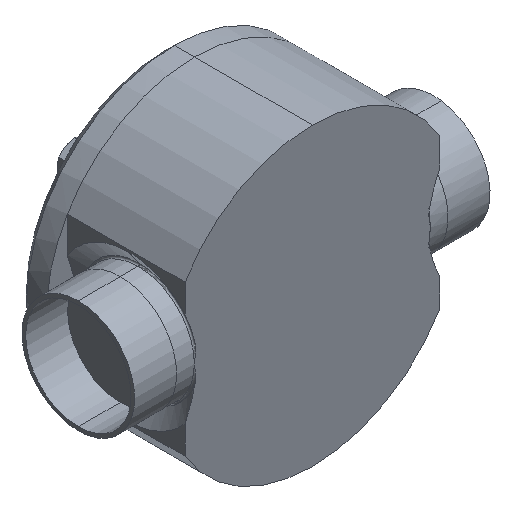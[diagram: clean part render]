
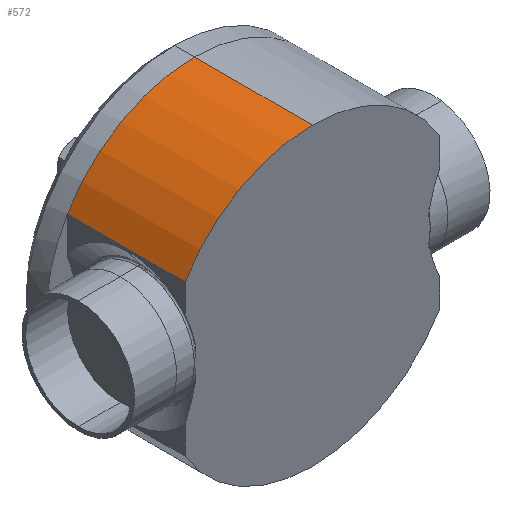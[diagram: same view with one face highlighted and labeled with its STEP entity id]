
A CAD part, isometric view. The second image highlights one B-rep face of the part: STEP entity #572.
In plain terms, the highlighted cylindrical face has radius 66.675 mm (diameter 133.35 mm), a partial arc.
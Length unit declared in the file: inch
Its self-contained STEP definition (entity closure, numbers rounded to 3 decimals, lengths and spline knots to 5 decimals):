
#23 = AXIS2_PLACEMENT_3D ( 'NONE', #453, #2144, #421 ) ;
#135 = DIRECTION ( 'NONE',  ( 0., 0., 1. ) ) ;
#208 = EDGE_CURVE ( 'NONE', #2818, #2178, #1004, .T. ) ;
#222 = ORIENTED_EDGE ( 'NONE', *, *, #1910, .F. ) ;
#240 = VECTOR ( 'NONE', #1121, 39.37008 ) ;
#315 = EDGE_CURVE ( 'Defeatured_0_66+Defeatured_0_74+Defeatured_0_65+Defeatured_0_67', #2023, #2818, #3069, .T. ) ;
#421 = DIRECTION ( 'NONE',  ( 0., 0., 1. ) ) ;
#453 = CARTESIAN_POINT ( 'NONE',  ( 0., 2.205, 0. ) ) ;
#463 = CARTESIAN_POINT ( 'NONE',  ( -2.2585, 2.205, 1.33784 ) ) ;
#572 = ADVANCED_FACE ( 'Defeatured_0_66', ( #669 ), #1435, .T. ) ;
#669 = FACE_OUTER_BOUND ( 'NONE', #2262, .T. ) ;
#788 = CARTESIAN_POINT ( 'NONE',  ( 0., 0.113, 2.625 ) ) ;
#791 = CARTESIAN_POINT ( 'NONE',  ( 0., 2.205, 2.625 ) ) ;
#952 = CARTESIAN_POINT ( 'NONE',  ( 0., -7.42462, 2.625 ) ) ;
#1004 = LINE ( 'NONE', #952, #2879 ) ;
#1090 = CARTESIAN_POINT ( 'NONE',  ( 0., -7.42462, 0. ) ) ;
#1121 = DIRECTION ( 'NONE',  ( 0., -1., 0. ) ) ;
#1324 = CIRCLE ( 'NONE', #23, 2.625 ) ;
#1360 = LINE ( 'NONE', #2572, #240 ) ;
#1395 = AXIS2_PLACEMENT_3D ( 'NONE', #1090, #1860, #135 ) ;
#1435 = CYLINDRICAL_SURFACE ( 'NONE', #1395, 2.625 ) ;
#1505 = DIRECTION ( 'NONE',  ( 0., 0., -1. ) ) ;
#1699 = EDGE_CURVE ( 'Defeatured_0_66+Defeatured_0_65+Defeatured_0_63+Defeatured_0_74', #2243, #2023, #1360, .T. ) ;
#1860 = DIRECTION ( 'NONE',  ( 0., 1., 0. ) ) ;
#1910 = EDGE_CURVE ( 'Defeatured_0_63+Defeatured_0_66+Defeatured_0_64+Defeatured_0_62', #2243, #2178, #1324, .T. ) ;
#1925 = ORIENTED_EDGE ( 'NONE', *, *, #1699, .T. ) ;
#2009 = CARTESIAN_POINT ( 'NONE',  ( 0., 0.113, 0. ) ) ;
#2023 = VERTEX_POINT ( 'NONE', #2934 ) ;
#2121 = AXIS2_PLACEMENT_3D ( 'NONE', #2009, #2495, #1505 ) ;
#2144 = DIRECTION ( 'NONE',  ( 0., 1., 0. ) ) ;
#2178 = VERTEX_POINT ( 'NONE', #791 ) ;
#2243 = VERTEX_POINT ( 'NONE', #463 ) ;
#2262 = EDGE_LOOP ( 'NONE', ( #2795, #3073, #222, #1925 ) ) ;
#2495 = DIRECTION ( 'NONE',  ( 0., 1., 0. ) ) ;
#2572 = CARTESIAN_POINT ( 'NONE',  ( -2.2585, -7.42462, 1.33784 ) ) ;
#2795 = ORIENTED_EDGE ( 'NONE', *, *, #315, .T. ) ;
#2818 = VERTEX_POINT ( 'NONE', #788 ) ;
#2879 = VECTOR ( 'NONE', #2898, 39.37008 ) ;
#2898 = DIRECTION ( 'NONE',  ( 0., 1., 0. ) ) ;
#2934 = CARTESIAN_POINT ( 'NONE',  ( -2.2585, 0.113, 1.33784 ) ) ;
#3069 = CIRCLE ( 'NONE', #2121, 2.625 ) ;
#3073 = ORIENTED_EDGE ( 'NONE', *, *, #208, .T. ) ;
